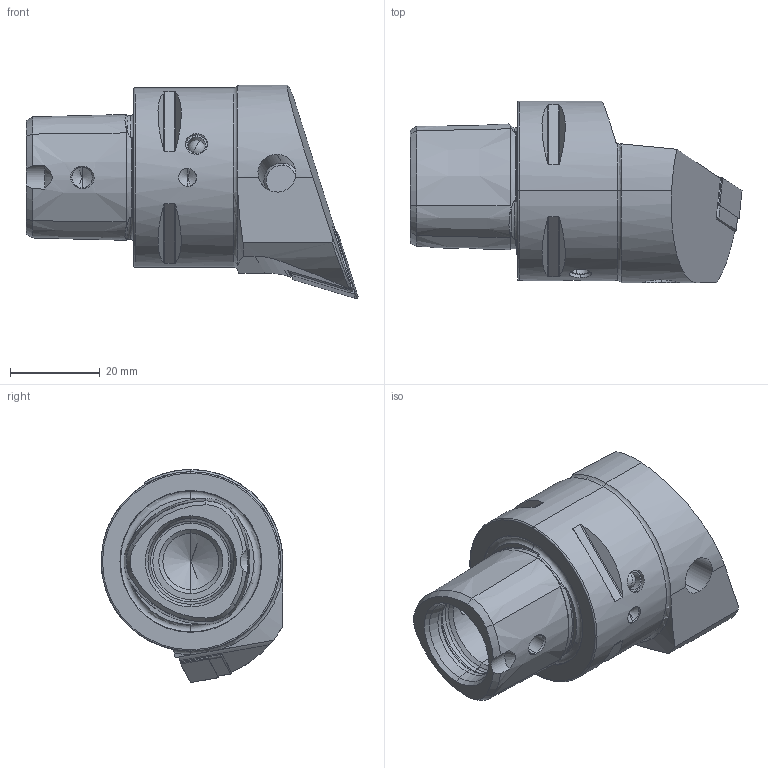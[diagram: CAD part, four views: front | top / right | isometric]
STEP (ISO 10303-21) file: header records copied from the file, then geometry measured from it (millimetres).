
FILE_DESCRIPTION (( 'STEP AP203' ), '1' );
FILE_NAME ('PS4-PDF.RHA.050.STEP', '2012-05-02T09:14:19', ( 'baer' ), ( 'Hewlett-Packard Company' ), 'SwSTEP 2.0', 'SolidWorks 2012', '' );
FILE_SCHEMA (( 'CONFIG_CONTROL_DESIGN' ));
Length unit declared in the file: millimetre
Products named in the file (8): PS4-PDF.RHA.050; WDF-ER2.101.003_A; WCD-ER4.101.017_A; WCD-ER1.101.000; WDF-ER3.101.000_A; DNMG150604; KVT_MB_600_050; PS4-PDF.RHA.050_A
Assembly tree (7 placements, depth 2):
  PS4-PDF.RHA.050
    PS4-PDF.RHA.050_A
    KVT_MB_600_050
    DNMG150604
    WDF-ER3.101.000_A
    WCD-ER1.101.000
    WCD-ER4.101.017_A
    WDF-ER2.101.003_A
Bounding box: 74 x 40.5 x 47.5 mm (x, y, z)
Volume: 50391.8 mm3; surface area: 15878.5 mm2
Topology: 8 solids, 8 shells, 346 faces, 850 edges, 510 vertices
Faces by surface type: cone 112, plane 90, cylinder 83, torus 46, bspline 13, sphere 2
Entity records: 12064 total; most frequent: CARTESIAN_POINT 3420, ORIENTED_EDGE 1658, DIRECTION 1616, EDGE_CURVE 829, AXIS2_PLACEMENT_3D 641, VERTEX_POINT 507, EDGE_LOOP 368, FACE_OUTER_BOUND 346
